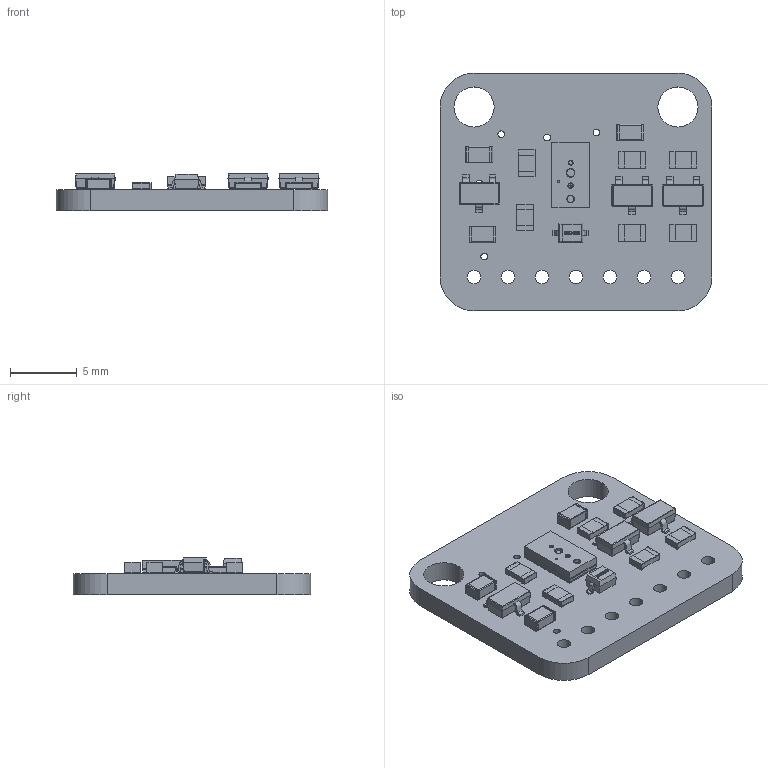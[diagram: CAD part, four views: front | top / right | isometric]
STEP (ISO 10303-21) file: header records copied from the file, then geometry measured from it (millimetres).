
FILE_DESCRIPTION(('STEP AP214'),'1');
FILE_NAME('VL6180X - HiLetgo.stp','2020-11-17T23:17:07',(' '),(' '),'Spatial InterOp 3D',' ',' ');
FILE_SCHEMA(('AUTOMOTIVE_DESIGN { 1 0 10303 214 1 1 1 1 }'));
Length unit declared in the file: metre
Products named in the file (37): VL6180X - HiLetgo; Board; RES0805; Component1; Component2; Component3; Component4; C0805_085; Component12; Component22; Component32; SOT23-3; Component13; Component23; Component33; Component42; SOD-323; Component14; Component24; Component34; Component15; Component25; Component1-0; Component1-1; Component1-2; Component1-3; VL6180X v5; VL6180X
Assembly tree (70 placements, depth 4):
  VL6180X - HiLetgo
    Board
    RES0805
      Component1
      Component2
      Component3
      Component4
    RES0805
      Component1
      Component2
      Component3
      Component4
    RES0805
      Component1
      Component2
      Component3
      Component4
    RES0805
      Component1
      Component2
      Component3
      Component4
    C0805_085
      Component12
      Component22
      Component32
    C0805_085
      Component12
      Component22
      Component32
    RES0805
      Component1
      Component2
      Component3
      Component4
    RES0805
      Component1
      Component2
      Component3
      Component4
    C0805_085
      Component12
      Component22
      Component32
    SOT23-3
      Component13
      Component23
      Component33
      Component42
    SOT23-3
      Component13
      Component23
      Component33
      Component42
    SOT23-3
      Component13
      Component23
      Component33
      Component42
    SOD-323
Bounding box: 20.32 x 17.78 x 2.77 mm (x, y, z)
Volume: 572 mm3; surface area: 1219.1 mm2
Topology: 66 solids, 66 shells, 920 faces, 2187 edges, 1390 vertices
Faces by surface type: plane 487, cylinder 284, bspline 116, sphere 25, cone 8
Entity records: 25840 total; most frequent: CARTESIAN_POINT 10589, ORIENTED_EDGE 2184, DIRECTION 2006, EDGE_CURVE 1092, VERTEX_POINT 708, LINE 696, VECTOR 696, AXIS2_PLACEMENT_3D 655
